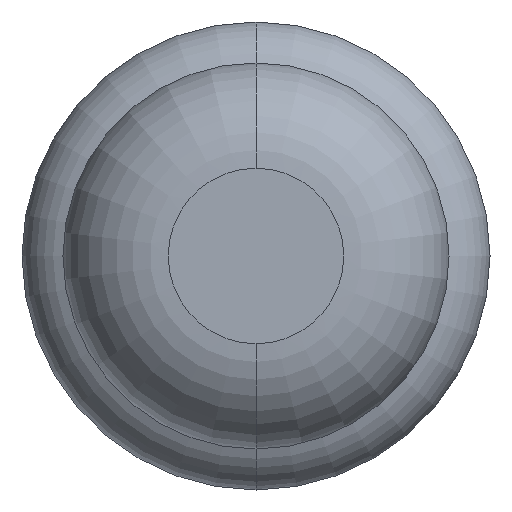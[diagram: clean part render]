
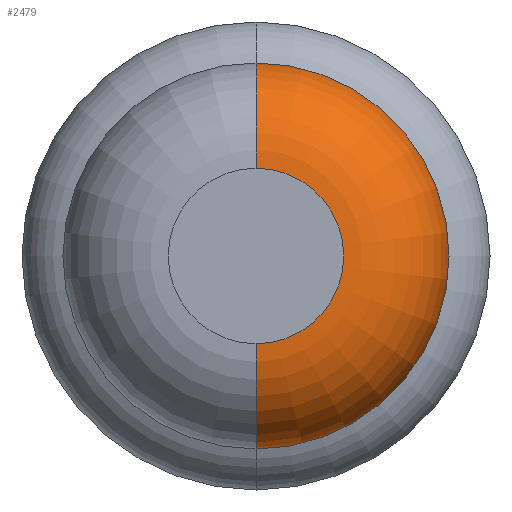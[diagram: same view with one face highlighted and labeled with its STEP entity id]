
A CAD part, front view. The second image highlights one B-rep face of the part: STEP entity #2479.
In plain terms, the highlighted toroidal (fillet/blend) face has major radius 0.375 mm and minor radius 0.45 mm.
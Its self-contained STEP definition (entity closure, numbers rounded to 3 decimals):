
#36 = CARTESIAN_POINT ( 'NONE',  ( 0., -25.55, -0.825 ) ) ;
#153 = VERTEX_POINT ( 'NONE', #732 ) ;
#325 = ORIENTED_EDGE ( 'NONE', *, *, #3579, .T. ) ;
#401 = DIRECTION ( 'NONE',  ( 0., 1., 0. ) ) ;
#588 = AXIS2_PLACEMENT_3D ( 'NONE', #2480, #401, #743 ) ;
#610 = VERTEX_POINT ( 'NONE', #2112 ) ;
#726 = CIRCLE ( 'NONE', #2807, 0.375 ) ;
#732 = CARTESIAN_POINT ( 'NONE',  ( 0., -26., 0.375 ) ) ;
#743 = DIRECTION ( 'NONE',  ( 0., 0., 1. ) ) ;
#831 = DIRECTION ( 'NONE',  ( 0., 0., 1. ) ) ;
#870 = CARTESIAN_POINT ( 'NONE',  ( 0., -25.55, 0.375 ) ) ;
#938 = DIRECTION ( 'NONE',  ( 1., 0., 0. ) ) ;
#949 = CARTESIAN_POINT ( 'NONE',  ( 0., -25.55, -0.375 ) ) ;
#1132 = CIRCLE ( 'NONE', #1431, 0.45 ) ;
#1142 = VERTEX_POINT ( 'NONE', #3004 ) ;
#1431 = AXIS2_PLACEMENT_3D ( 'NONE', #870, #2574, #3143 ) ;
#1466 = EDGE_LOOP ( 'NONE', ( #3396, #325, #2053, #1488 ) ) ;
#1488 = ORIENTED_EDGE ( 'NONE', *, *, #2297, .F. ) ;
#1990 = DIRECTION ( 'NONE',  ( 0., 1., 0. ) ) ;
#2053 = ORIENTED_EDGE ( 'NONE', *, *, #3227, .F. ) ;
#2065 = CIRCLE ( 'NONE', #3069, 0.45 ) ;
#2112 = CARTESIAN_POINT ( 'NONE',  ( 0., -25.55, 0.825 ) ) ;
#2297 = EDGE_CURVE ( 'NONE', #153, #610, #1132, .T. ) ;
#2479 = ADVANCED_FACE ( 'Defeature ausgef�hrt18_12', ( #3733 ), #3551, .T. ) ;
#2480 = CARTESIAN_POINT ( 'NONE',  ( 0., -25.55, 0. ) ) ;
#2535 = CIRCLE ( 'NONE', #3174, 0.825 ) ;
#2574 = DIRECTION ( 'NONE',  ( -1., 0., 0. ) ) ;
#2583 = CARTESIAN_POINT ( 'NONE',  ( 0., -25.55, 0. ) ) ;
#2807 = AXIS2_PLACEMENT_3D ( 'NONE', #2937, #3572, #2976 ) ;
#2937 = CARTESIAN_POINT ( 'NONE',  ( 0., -26., 0. ) ) ;
#2968 = DIRECTION ( 'NONE',  ( 0., 0., -1. ) ) ;
#2976 = DIRECTION ( 'NONE',  ( 0., 0., 1. ) ) ;
#3004 = CARTESIAN_POINT ( 'NONE',  ( 0., -26., -0.375 ) ) ;
#3069 = AXIS2_PLACEMENT_3D ( 'NONE', #949, #938, #2968 ) ;
#3143 = DIRECTION ( 'NONE',  ( 0., 0., 1. ) ) ;
#3174 = AXIS2_PLACEMENT_3D ( 'NONE', #2583, #1990, #831 ) ;
#3227 = EDGE_CURVE ( 'Defeature ausgef�hrt18_13+Defeature ausgef�hrt18_12+Defeature ausgef�hrt18_12+Defeature ausgef�hrt18_12', #610, #3561, #2535, .T. ) ;
#3396 = ORIENTED_EDGE ( 'NONE', *, *, #3462, .T. ) ;
#3462 = EDGE_CURVE ( 'Defeature ausgef�hrt18_12+Defeature ausgef�hrt18_11+Defeature ausgef�hrt18_11+Defeature ausgef�hrt18_11', #153, #1142, #726, .T. ) ;
#3551 = TOROIDAL_SURFACE ( 'NONE', #588, 0.375, 0.45 ) ;
#3561 = VERTEX_POINT ( 'NONE', #36 ) ;
#3572 = DIRECTION ( 'NONE',  ( 0., 1., 0. ) ) ;
#3579 = EDGE_CURVE ( 'NONE', #1142, #3561, #2065, .T. ) ;
#3733 = FACE_OUTER_BOUND ( 'NONE', #1466, .T. ) ;
